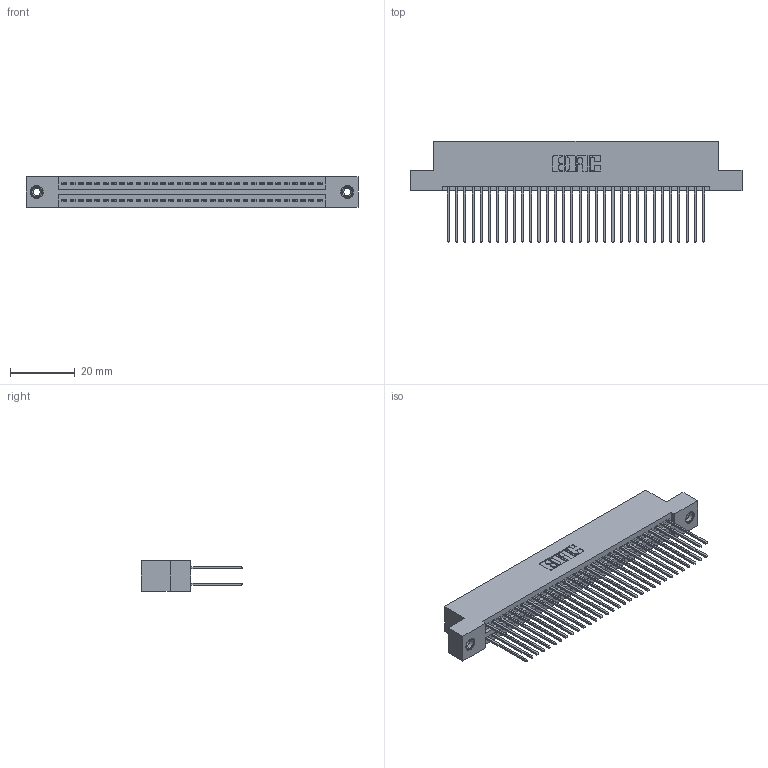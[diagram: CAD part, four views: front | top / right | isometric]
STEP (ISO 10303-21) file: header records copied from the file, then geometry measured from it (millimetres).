
FILE_DESCRIPTION (( 'STEP AP203' ), '1' );
FILE_NAME ('345-064-542-208.STEP', '2019-10-30T14:20:19', ( '' ), ( '' ), 'SwSTEP 2.0', 'SolidWorks 2016', '' );
FILE_SCHEMA (( 'CONFIG_CONTROL_DESIGN' ));
Length unit declared in the file: inch
Products named in the file (4): 345 Part_Flush Mounting Lugs - 0.156 Dia-TI; 345-250-001_345-250-003-102; 345-064-542-208; 345-292-001_345-293-142
Assembly tree (67 placements, depth 2):
  345-064-542-208
    345 Part_Flush Mounting Lugs - 0.156 Dia-TI
    345-292-001_345-293-142  x64
    345-250-001_345-250-003-102  x2
Bounding box: 102.49 x 31.29 x 9.4 mm (x, y, z)
Volume: 10154.9 mm3; surface area: 16224.6 mm2
Topology: 67 solids, 67 shells, 3386 faces, 10013 edges, 6582 vertices
Faces by surface type: plane 2224, cylinder 1146, cone 12, torus 4
Entity records: 27658 total; most frequent: CARTESIAN_POINT 4627, ORIENTED_EDGE 4554, DIRECTION 4119, EDGE_CURVE 2277, VECTOR 1997, LINE 1997, VERTEX_POINT 1512, AXIS2_PLACEMENT_3D 1061
